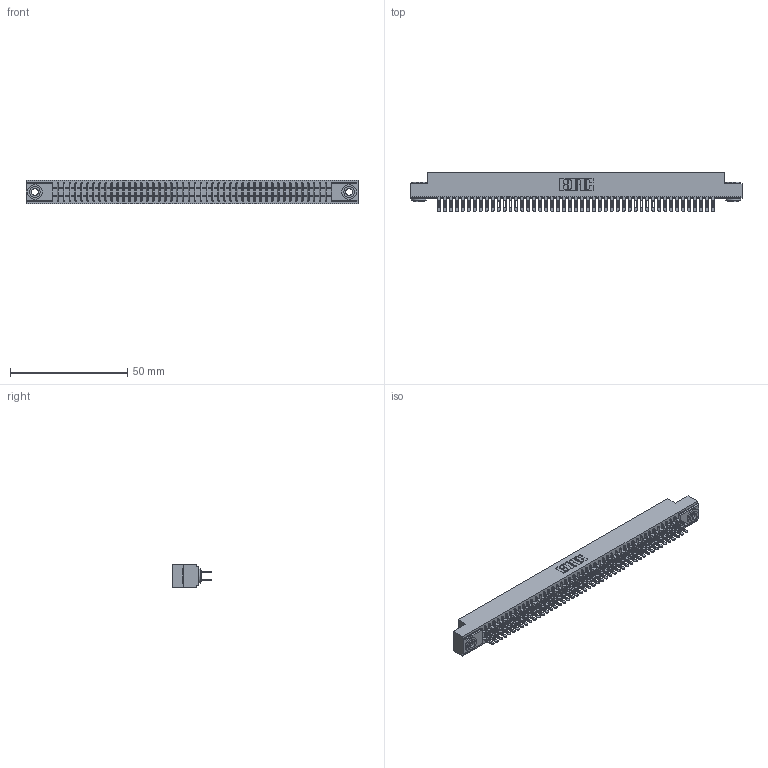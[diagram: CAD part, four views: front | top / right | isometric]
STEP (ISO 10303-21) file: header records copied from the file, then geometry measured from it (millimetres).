
FILE_DESCRIPTION (( 'STEP AP203' ), '1' );
FILE_NAME ('341-094-500-203.STEP', '2018-08-08T00:56:22', ( '' ), ( '' ), 'SwSTEP 2.0', 'SolidWorks 2016', '' );
FILE_SCHEMA (( 'CONFIG_CONTROL_DESIGN' ));
Length unit declared in the file: inch
Products named in the file (4): 341 Part_.156 (3.96) Dia Mounting Holes; 341-292-001_341-292-100; 345-250-002_345-250-002-102; 341-094-500-203
Assembly tree (97 placements, depth 2):
  341-094-500-203
    341 Part_.156 (3.96) Dia Mounting Holes
    341-292-001_341-292-100  x94
    345-250-002_345-250-002-102  x2
Bounding box: 141.6 x 16.69 x 10.16 mm (x, y, z)
Volume: 10583.9 mm3; surface area: 19973.7 mm2
Topology: 97 solids, 97 shells, 6372 faces, 18429 edges, 11934 vertices
Faces by surface type: plane 3664, cylinder 2512, sphere 96, torus 92, cone 8
Entity records: 57287 total; most frequent: CARTESIAN_POINT 9502, ORIENTED_EDGE 9434, DIRECTION 9237, EDGE_CURVE 4717, LINE 3803, VECTOR 3803, VERTEX_POINT 2982, AXIS2_PLACEMENT_3D 2717
